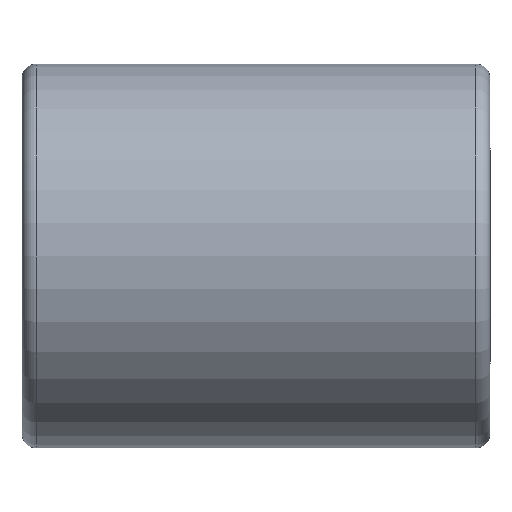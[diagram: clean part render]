
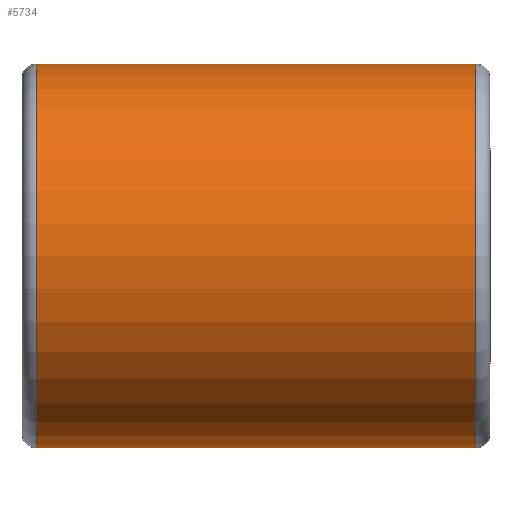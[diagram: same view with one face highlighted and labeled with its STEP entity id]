
A CAD part, front view. The second image highlights one B-rep face of the part: STEP entity #5734.
In plain terms, the highlighted cylindrical face has radius 41 mm (diameter 82 mm), a partial arc.
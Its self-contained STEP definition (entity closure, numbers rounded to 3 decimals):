
#41 = VERTEX_POINT ( 'NONE', #1923 ) ;
#184 = CIRCLE ( 'NONE', #4828, 41. ) ;
#269 = DIRECTION ( 'NONE',  ( 0., 0., -1. ) ) ;
#285 = DIRECTION ( 'NONE',  ( -1., 0., 0. ) ) ;
#294 = VERTEX_POINT ( 'NONE', #556 ) ;
#445 = CYLINDRICAL_SURFACE ( 'NONE', #2790, 41. ) ;
#556 = CARTESIAN_POINT ( 'NONE',  ( 97., 0., 41. ) ) ;
#679 = ORIENTED_EDGE ( 'NONE', *, *, #4809, .F. ) ;
#729 = CARTESIAN_POINT ( 'NONE',  ( 0., 0., 41. ) ) ;
#773 = CARTESIAN_POINT ( 'NONE',  ( 3., 0., 0. ) ) ;
#817 = DIRECTION ( 'NONE',  ( 0., 0., 1. ) ) ;
#859 = LINE ( 'NONE', #729, #6324 ) ;
#1006 = ORIENTED_EDGE ( 'NONE', *, *, #2697, .T. ) ;
#1077 = CARTESIAN_POINT ( 'NONE',  ( 0., 0., -41. ) ) ;
#1315 = DIRECTION ( 'NONE',  ( -1., 0., 0. ) ) ;
#1331 = CARTESIAN_POINT ( 'NONE',  ( 0., 0., 0. ) ) ;
#1584 = EDGE_LOOP ( 'NONE', ( #679, #4264, #3885, #1006 ) ) ;
#1923 = CARTESIAN_POINT ( 'NONE',  ( 97., 0., -41. ) ) ;
#2119 = DIRECTION ( 'NONE',  ( -1., 0., 0. ) ) ;
#2158 = CIRCLE ( 'NONE', #5139, 41. ) ;
#2378 = VECTOR ( 'NONE', #2665, 1000. ) ;
#2495 = FACE_OUTER_BOUND ( 'NONE', #1584, .T. ) ;
#2665 = DIRECTION ( 'NONE',  ( -1., 0., 0. ) ) ;
#2697 = EDGE_CURVE ( 'NONE', #3205, #6416, #184, .T. ) ;
#2790 = AXIS2_PLACEMENT_3D ( 'NONE', #1331, #285, #817 ) ;
#3205 = VERTEX_POINT ( 'NONE', #6026 ) ;
#3885 = ORIENTED_EDGE ( 'NONE', *, *, #5647, .T. ) ;
#3961 = DIRECTION ( 'NONE',  ( 1., 0., 0. ) ) ;
#3968 = LINE ( 'NONE', #1077, #2378 ) ;
#4264 = ORIENTED_EDGE ( 'NONE', *, *, #5893, .T. ) ;
#4809 = EDGE_CURVE ( 'NONE', #41, #6416, #3968, .T. ) ;
#4828 = AXIS2_PLACEMENT_3D ( 'NONE', #773, #3961, #269 ) ;
#5139 = AXIS2_PLACEMENT_3D ( 'NONE', #5298, #2119, #5841 ) ;
#5298 = CARTESIAN_POINT ( 'NONE',  ( 97., 0., 0. ) ) ;
#5647 = EDGE_CURVE ( 'NONE', #294, #3205, #859, .T. ) ;
#5734 = ADVANCED_FACE ( 'NONE', ( #2495 ), #445, .T. ) ;
#5812 = CARTESIAN_POINT ( 'NONE',  ( 3., 0., -41. ) ) ;
#5841 = DIRECTION ( 'NONE',  ( 0., 0., 1. ) ) ;
#5893 = EDGE_CURVE ( 'NONE', #41, #294, #2158, .T. ) ;
#6026 = CARTESIAN_POINT ( 'NONE',  ( 3., 0., 41. ) ) ;
#6324 = VECTOR ( 'NONE', #1315, 1000. ) ;
#6416 = VERTEX_POINT ( 'NONE', #5812 ) ;
